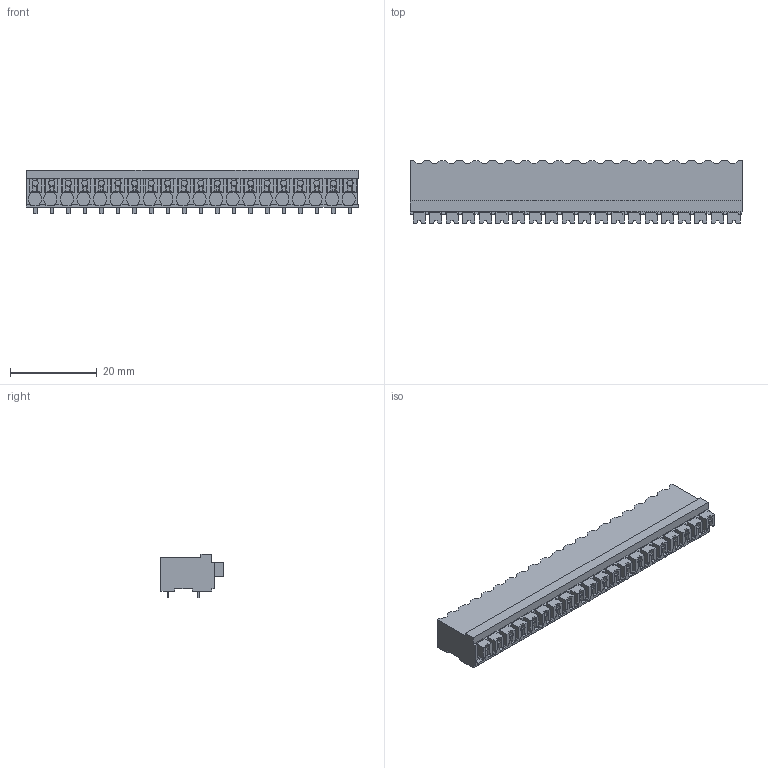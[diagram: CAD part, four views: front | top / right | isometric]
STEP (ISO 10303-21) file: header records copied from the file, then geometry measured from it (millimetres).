
FILE_DESCRIPTION(('CATIA V5 STEP Exchange','CAx-IF Rec.Pracs.--- Model Styling and Organization---1.2---2011-12-15'),'2;1');
FILE_NAME ('D1457812_0', '2018-03-15T05:51:21+00:00', ('none'), ('Weidmueller'), 'CATIA Version 5-6 Release 2014', 'CATIA V5 STEP AP214', 'none');
FILE_SCHEMA(('AUTOMOTIVE_DESIGN { 1 0 10303 214 1 1 1 1 }'));
Length unit declared in the file: millimetre
Products named in the file (1): 1869550000
Bounding box: 76.33 x 14.3 x 10 mm (x, y, z)
Volume: 6523.3 mm3; surface area: 5909.2 mm2
Topology: 61 solids, 61 shells, 1536 faces, 4331 edges, 2897 vertices
Faces by surface type: plane 1296, cylinder 240
Entity records: 44888 total; most frequent: ORIENTED_EDGE 8662, CARTESIAN_POINT 8650, DIRECTION 5573, EDGE_CURVE 4331, VECTOR 3831, LINE 3831, VERTEX_POINT 2897, EDGE_LOOP 1556
